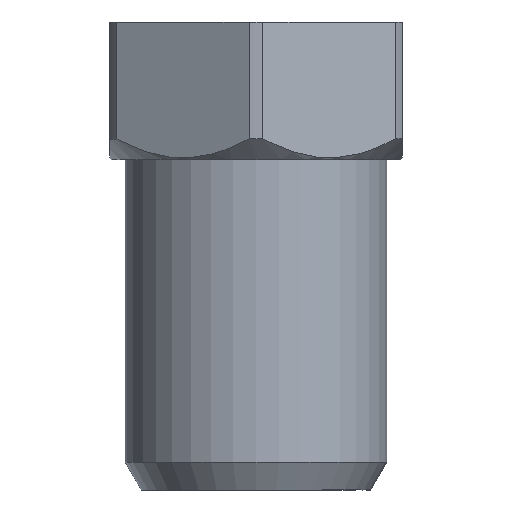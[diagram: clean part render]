
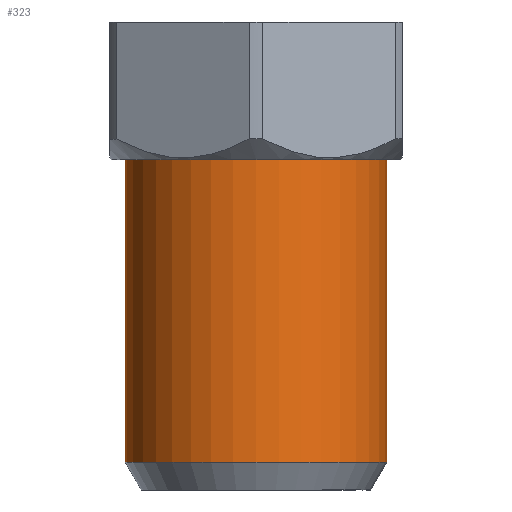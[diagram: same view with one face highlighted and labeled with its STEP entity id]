
A CAD part, front view. The second image highlights one B-rep face of the part: STEP entity #323.
In plain terms, the highlighted cylindrical face has radius 0.483 mm (diameter 0.965 mm), a full revolution.
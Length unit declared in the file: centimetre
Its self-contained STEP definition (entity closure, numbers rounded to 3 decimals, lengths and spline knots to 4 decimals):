
#67=CYLINDRICAL_SURFACE($,#351,0.0483);
#77=FACE_BOUND($,#109,.T.);
#85=FACE_OUTER_BOUND($,#108,.T.);
#108=EDGE_LOOP($,(#233));
#109=EDGE_LOOP($,(#234));
#134=CIRCLE($,#350,0.0483);
#135=CIRCLE($,#352,0.0483);
#153=VERTEX_POINT($,#492);
#154=VERTEX_POINT($,#495);
#186=EDGE_CURVE($,#153,#153,#134,.T.);
#187=EDGE_CURVE($,#154,#154,#135,.T.);
#233=ORIENTED_EDGE($,*,*,#186,.T.);
#234=ORIENTED_EDGE($,*,*,#187,.F.);
#323=ADVANCED_FACE($,(#85,#77),#67,.T.);
#350=AXIS2_PLACEMENT_3D($,#493,#398,#399);
#351=AXIS2_PLACEMENT_3D($,#494,#400,#401);
#352=AXIS2_PLACEMENT_3D($,#496,#402,#403);
#398=DIRECTION('center_axis',(0.,0.,1.));
#399=DIRECTION('ref_axis',(1.,0.,0.));
#400=DIRECTION('center_axis',(0.,0.,1.));
#401=DIRECTION('ref_axis',(1.,0.,0.));
#402=DIRECTION('center_axis',(0.,0.,1.));
#403=DIRECTION('ref_axis',(1.,0.,0.));
#492=CARTESIAN_POINT('',(0.1346,0.,-0.0762));
#493=CARTESIAN_POINT('Origin',(0.0864,0.,-0.0762));
#494=CARTESIAN_POINT('Origin',(0.0864,0.,0.0864));
#495=CARTESIAN_POINT('',(0.1346,0.,0.0356));
#496=CARTESIAN_POINT('Origin',(0.0864,0.,0.0356));
